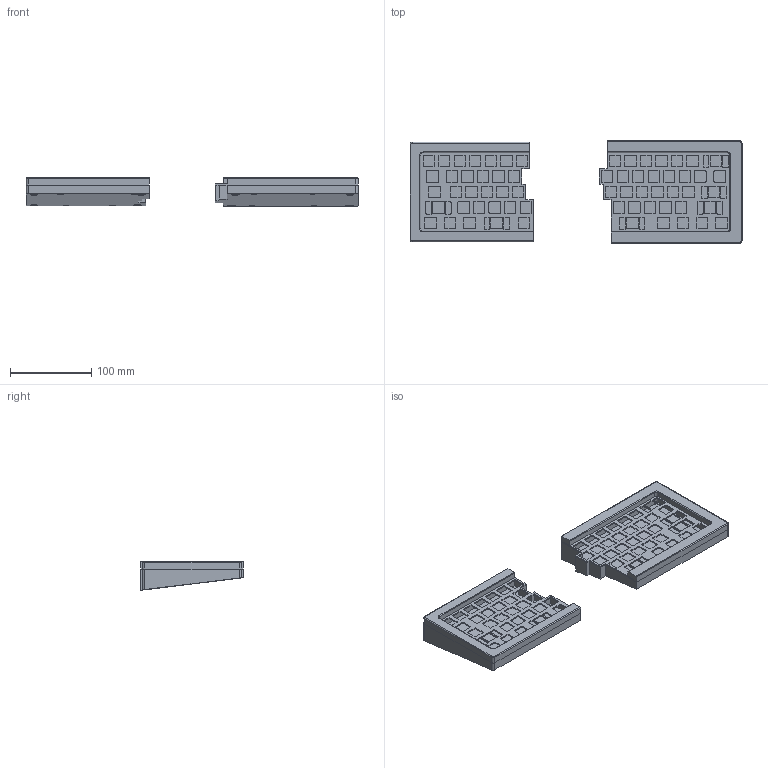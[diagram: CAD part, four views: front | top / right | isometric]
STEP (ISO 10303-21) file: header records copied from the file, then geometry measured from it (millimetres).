
FILE_DESCRIPTION(/* description */ (''),/* implementation_level */ '2;1');
FILE_NAME(/* name */ 'Split60.step',/* time_stamp */ '2022-06-17T12:59:57+09:00',/* author */ (''),/* organization */ (''),/* preprocessor_version */ 'ST-DEVELOPER v19',/* originating_system */ 'Autodesk Translation Framework v11.7.0.108',/* authorisation */ '');
FILE_SCHEMA (('AUTOMOTIVE_DESIGN { 1 0 10303 214 3 1 1 }'));
Length unit declared in the file: millimetre
Products named in the file (7): Untitled; Bottom-right; Plate-right; Top-right; Plate-left; Top-left; Bottom-left
Assembly tree (6 placements, depth 2):
  Untitled
    Bottom-right
    Plate-right
    Top-right
    Plate-left
    Top-left
    Bottom-left
Bounding box: 407.57 x 126.2 x 35.1 mm (x, y, z)
Volume: 566964.2 mm3; surface area: 200351.9 mm2
Topology: 6 solids, 6 shells, 798 faces, 2280 edges, 1512 vertices
Faces by surface type: plane 414, cylinder 368, cone 8, torus 8
Full cylindrical faces by diameter (mm): 2.529 x8, 3.4 x12, 6.5 x8, 10 x8
Entity records: 26697 total; most frequent: DIRECTION 4638, CARTESIAN_POINT 4595, ORIENTED_EDGE 4544, EDGE_CURVE 2272, AXIS2_PLACEMENT_3D 1555, LINE 1528, VECTOR 1528, VERTEX_POINT 1512
